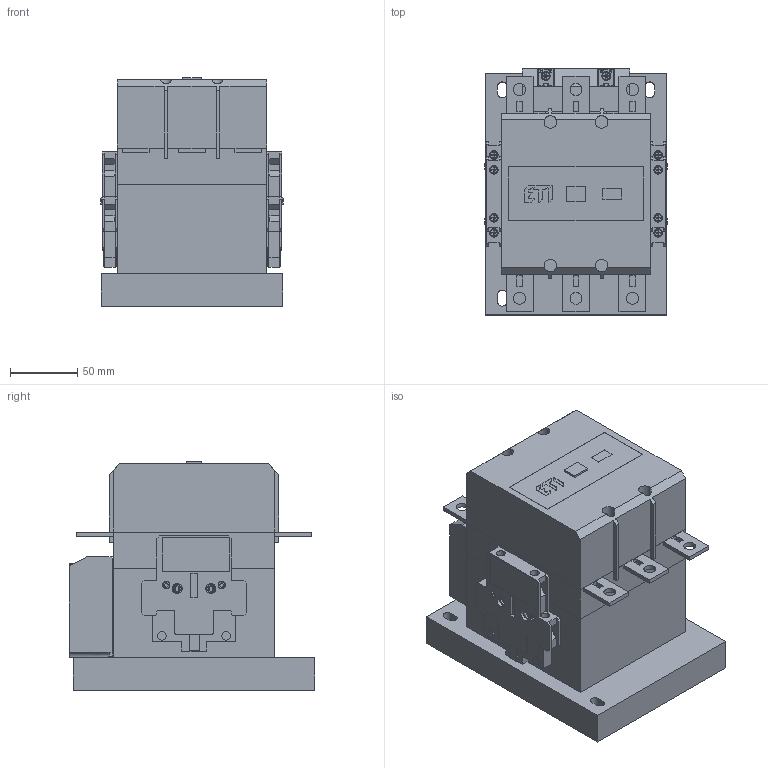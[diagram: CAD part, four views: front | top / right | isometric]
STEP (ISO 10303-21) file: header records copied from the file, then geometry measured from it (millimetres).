
FILE_DESCRIPTION((''),'2;1');
FILE_NAME('CEM_180E_ASM','2021-03-22T',('marketing.praksa'),('Audax d.o.o.'),'CREO PARAMETRIC BY PTC INC, 2017480','CREO PARAMETRIC BY PTC INC, 2017480','');
FILE_SCHEMA(('AUTOMOTIVE_DESIGN { 1 0 10303 214 1 1 1 1 }'));
Products named in the file (30): CWM180_E_3_1; CWM180_E_4_1; CWM180_E_5_1; CWM180_E_6_1; CWM180_E_7_1; CWM180_E_8_1; CWM180_E_9_1; CWM180_E_10_1; CWM180_E_11_1; CWM180_E_12_1; CWM180_E_13_1; CWM180_E_14_1; CWM180_E_15_1; CWM180_E_16_1; CWM180_E_17_1; CWM180_E_18_1; CWM180_E_20_1; CWM180_E_21_1; CWM180_E_22_1; ETI_LOGO_1_1_1_1_1_1_1_2_3_4__2; ETI_LOGO_2_1_1_1_1_1_1_2_3_4__2; ETI_LOGO_3_1_1_1_1_1_1_2_3_4__2; CONTACTS_1_1; CONTACTS_1_2; CONTACTS_1_3; CONTACTS_1_4; CONTACTS_1_5; CONTACTS_1_6; BODY_WITH_LOGO_1; CEM_180E_ASM
Assembly tree (29 placements, depth 2):
  CEM_180E_ASM
    CWM180_E_3_1
    CWM180_E_4_1
    CWM180_E_5_1
    CWM180_E_6_1
    CWM180_E_7_1
    CWM180_E_8_1
    CWM180_E_9_1
    CWM180_E_10_1
    CWM180_E_11_1
    CWM180_E_12_1
    CWM180_E_13_1
    CWM180_E_14_1
    CWM180_E_15_1
    CWM180_E_16_1
    CWM180_E_17_1
    CWM180_E_18_1
    CWM180_E_20_1
    CWM180_E_21_1
    CWM180_E_22_1
    ETI_LOGO_1_1_1_1_1_1_1_2_3_4__2
    ETI_LOGO_2_1_1_1_1_1_1_2_3_4__2
    ETI_LOGO_3_1_1_1_1_1_1_2_3_4__2
    CONTACTS_1_1
    CONTACTS_1_2
    CONTACTS_1_3
    CONTACTS_1_4
    CONTACTS_1_5
    CONTACTS_1_6
    BODY_WITH_LOGO_1
Bounding box: 135.9 x 183 x 170 mm (x, y, z)
Volume: 2629573.6 mm3; surface area: 275834 mm2
Topology: 29 solids, 29 shells, 2422 faces, 6506 edges, 4198 vertices
Faces by surface type: plane 1655, cylinder 491, cone 140, bspline 60, sphere 40, torus 36
Entity records: 118235 total; most frequent: CARTESIAN_POINT 19311, ORIENTED_EDGE 12932, DIRECTION 12297, PRESENTATION_STYLE_ASSIGNMENT 8917, STYLED_ITEM 8917, CURVE_STYLE 6466, EDGE_CURVE 6466, VECTOR 4259
